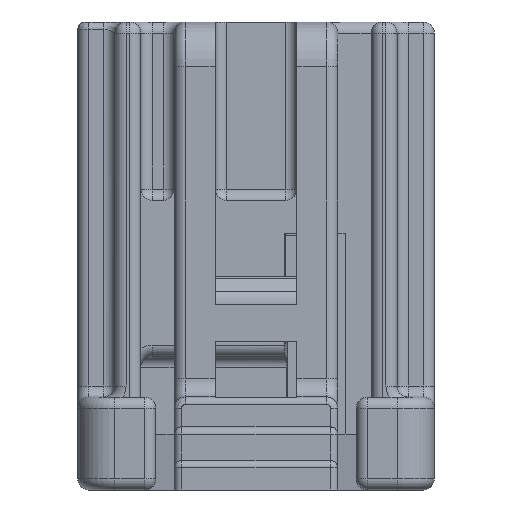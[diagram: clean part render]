
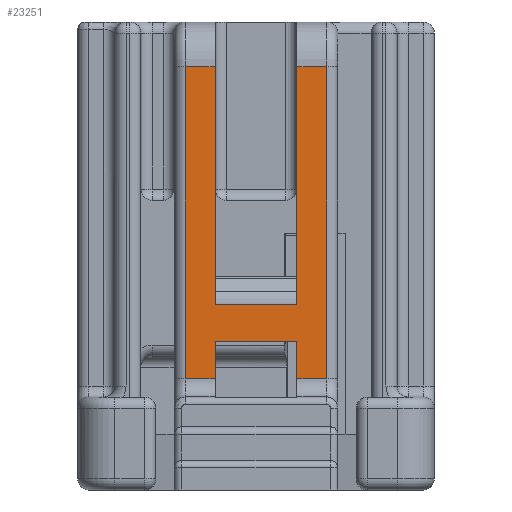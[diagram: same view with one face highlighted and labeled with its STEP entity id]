
A CAD part, front view. The second image highlights one B-rep face of the part: STEP entity #23251.
In plain terms, the highlighted planar face has unit normal (0, -1, 0).
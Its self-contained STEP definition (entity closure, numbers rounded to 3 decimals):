
#319=DIRECTION('',(0.,0.,-1.));
#320=VECTOR('',#319,1.);
#321=CARTESIAN_POINT('',(1.1,-9.2,-8.6));
#322=LINE('',#321,#320);
#1013=DIRECTION('',(1.,0.,0.));
#1014=VECTOR('',#1013,0.8);
#1015=CARTESIAN_POINT('',(1.1,-9.2,-9.6));
#1016=LINE('',#1015,#1014);
#1082=DIRECTION('',(0.,0.,-1.));
#1083=VECTOR('',#1082,8.4);
#1084=CARTESIAN_POINT('',(-1.9,-9.2,-1.2));
#1085=LINE('',#1084,#1083);
#2849=DIRECTION('',(0.,0.,1.));
#2850=VECTOR('',#2849,8.4);
#2851=CARTESIAN_POINT('',(1.9,-9.2,-9.6));
#2852=LINE('',#2851,#2850);
#2853=DIRECTION('',(0.,0.,1.));
#2854=VECTOR('',#2853,6.407);
#2855=CARTESIAN_POINT('',(1.1,-9.2,-7.607));
#2856=LINE('',#2855,#2854);
#2857=DIRECTION('',(0.,0.,-1.));
#2858=VECTOR('',#2857,1.);
#2859=CARTESIAN_POINT('',(-1.1,-9.2,-8.6));
#2860=LINE('',#2859,#2858);
#2861=DIRECTION('',(0.,0.,-1.));
#2862=VECTOR('',#2861,6.407);
#2863=CARTESIAN_POINT('',(-1.1,-9.2,-1.2));
#2864=LINE('',#2863,#2862);
#2865=DIRECTION('',(-1.,0.,0.));
#2866=VECTOR('',#2865,2.2);
#2867=CARTESIAN_POINT('',(1.1,-9.2,-7.607));
#2868=LINE('',#2867,#2866);
#2893=DIRECTION('',(1.,0.,0.));
#2894=VECTOR('',#2893,2.2);
#2895=CARTESIAN_POINT('',(-1.1,-9.2,-8.6));
#2896=LINE('',#2895,#2894);
#2897=DIRECTION('',(-1.,0.,0.));
#2898=VECTOR('',#2897,0.8);
#2899=CARTESIAN_POINT('',(1.9,-9.2,-1.2));
#2900=LINE('',#2899,#2898);
#2909=DIRECTION('',(1.,0.,0.));
#2910=VECTOR('',#2909,0.8);
#2911=CARTESIAN_POINT('',(-1.9,-9.2,-9.6));
#2912=LINE('',#2911,#2910);
#2917=DIRECTION('',(-1.,0.,0.));
#2918=VECTOR('',#2917,0.8);
#2919=CARTESIAN_POINT('',(-1.1,-9.2,-1.2));
#2920=LINE('',#2919,#2918);
#17345=CARTESIAN_POINT('',(-1.1,-9.2,-9.6));
#17346=VERTEX_POINT('',#17345);
#17347=CARTESIAN_POINT('',(-1.1,-9.2,-8.6));
#17348=VERTEX_POINT('',#17347);
#17359=CARTESIAN_POINT('',(-1.1,-9.2,-7.607));
#17360=VERTEX_POINT('',#17359);
#17361=CARTESIAN_POINT('',(-1.1,-9.2,-1.2));
#17362=VERTEX_POINT('',#17361);
#17369=CARTESIAN_POINT('',(1.1,-9.2,-1.2));
#17370=VERTEX_POINT('',#17369);
#17371=CARTESIAN_POINT('',(1.1,-9.2,-7.607));
#17372=VERTEX_POINT('',#17371);
#17383=CARTESIAN_POINT('',(1.1,-9.2,-8.6));
#17384=VERTEX_POINT('',#17383);
#17385=CARTESIAN_POINT('',(1.1,-9.2,-9.6));
#17386=VERTEX_POINT('',#17385);
#17407=CARTESIAN_POINT('',(-1.9,-9.2,-1.2));
#17408=VERTEX_POINT('',#17407);
#17409=CARTESIAN_POINT('',(1.9,-9.2,-1.2));
#17410=VERTEX_POINT('',#17409);
#17497=CARTESIAN_POINT('',(1.9,-9.2,-9.6));
#17498=VERTEX_POINT('',#17497);
#17501=CARTESIAN_POINT('',(-1.9,-9.2,-9.6));
#17502=VERTEX_POINT('',#17501);
#23227=CARTESIAN_POINT('',(-2.2,-9.2,-12.6));
#23228=DIRECTION('',(0.,1.,0.));
#23229=DIRECTION('',(0.,0.,1.));
#23230=AXIS2_PLACEMENT_3D('',#23227,#23228,#23229);
#23231=PLANE('',#23230);
#23233=ORIENTED_EDGE('',*,*,#23232,.F.);
#23234=ORIENTED_EDGE('',*,*,#19444,.T.);
#23236=ORIENTED_EDGE('',*,*,#23235,.F.);
#23237=ORIENTED_EDGE('',*,*,#23221,.F.);
#23238=ORIENTED_EDGE('',*,*,#20371,.F.);
#23239=ORIENTED_EDGE('',*,*,#19458,.F.);
#23241=ORIENTED_EDGE('',*,*,#23240,.F.);
#23242=ORIENTED_EDGE('',*,*,#19602,.T.);
#23244=ORIENTED_EDGE('',*,*,#23243,.F.);
#23245=ORIENTED_EDGE('',*,*,#20513,.F.);
#23247=ORIENTED_EDGE('',*,*,#23246,.F.);
#23248=ORIENTED_EDGE('',*,*,#19616,.T.);
#23249=EDGE_LOOP('',(#23233,#23234,#23236,#23237,#23238,#23239,#23241,#23242,
#23244,#23245,#23247,#23248));
#23250=FACE_OUTER_BOUND('',#23249,.F.);
#23251=ADVANCED_FACE('',(#23250),#23231,.F.);
#19444=EDGE_CURVE('',#17372,#17370,#2856,.T.);
#19458=EDGE_CURVE('',#17384,#17386,#322,.T.);
#19602=EDGE_CURVE('',#17348,#17346,#2860,.T.);
#19616=EDGE_CURVE('',#17362,#17360,#2864,.T.);
#20371=EDGE_CURVE('',#17386,#17498,#1016,.T.);
#20513=EDGE_CURVE('',#17408,#17502,#1085,.T.);
#23221=EDGE_CURVE('',#17498,#17410,#2852,.T.);
#23232=EDGE_CURVE('',#17372,#17360,#2868,.T.);
#23235=EDGE_CURVE('',#17410,#17370,#2900,.T.);
#23240=EDGE_CURVE('',#17348,#17384,#2896,.T.);
#23243=EDGE_CURVE('',#17502,#17346,#2912,.T.);
#23246=EDGE_CURVE('',#17362,#17408,#2920,.T.);
